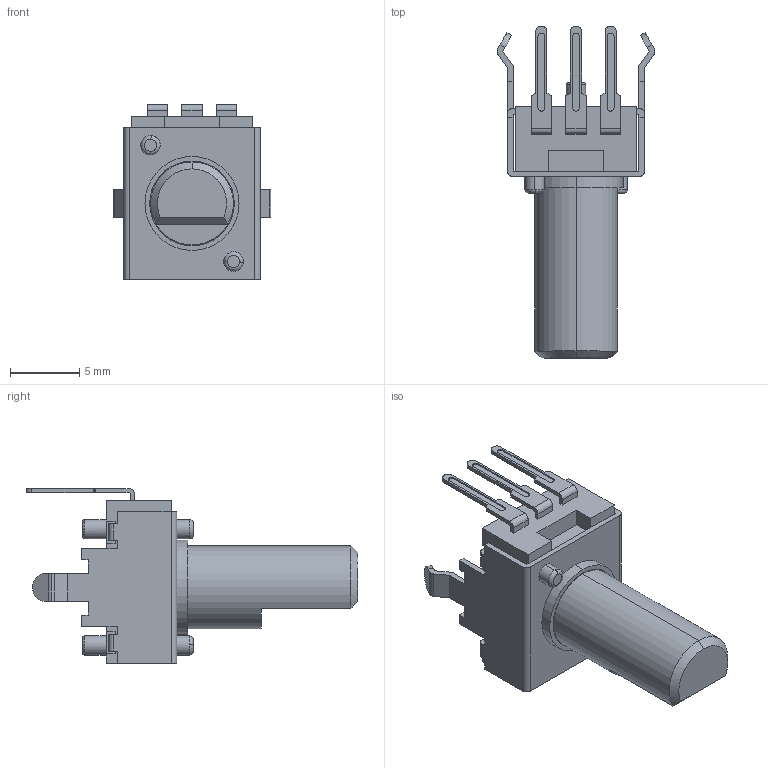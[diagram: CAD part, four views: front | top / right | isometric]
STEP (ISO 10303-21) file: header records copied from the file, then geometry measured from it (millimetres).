
FILE_DESCRIPTION (( 'STEP AP214' ), '1' );
FILE_NAME ('ptv09a-4x20f-xxxx.STEP', '2023-01-17T10:35:17', ( '' ), ( '' ), 'SwSTEP 2.0', 'SolidWorks 2022', '' );
FILE_SCHEMA (( 'AUTOMOTIVE_DESIGN' ));
Length unit declared in the file: inch
Products named in the file (3): PTV09A-4X20F-XXXCX_2; PTV09A-4X20F-XXXCX; ptv09a-4x20f-xxxx
Assembly tree (2 placements, depth 2):
  ptv09a-4x20f-xxxx
    PTV09A-4X20F-XXXCX_2
    PTV09A-4X20F-XXXCX
Bounding box: 11.4 x 23.99 x 12.65 mm (x, y, z)
Volume: 754.8 mm3; surface area: 1365.5 mm2
Topology: 2 solids, 4 shells, 241 faces, 640 edges, 427 vertices
Faces by surface type: plane 166, cylinder 65, bspline 8, cone 2
Entity records: 8649 total; most frequent: CARTESIAN_POINT 1547, ORIENTED_EDGE 1280, DIRECTION 1236, EDGE_CURVE 640, VECTOR 476, LINE 476, VERTEX_POINT 427, AXIS2_PLACEMENT_3D 380
